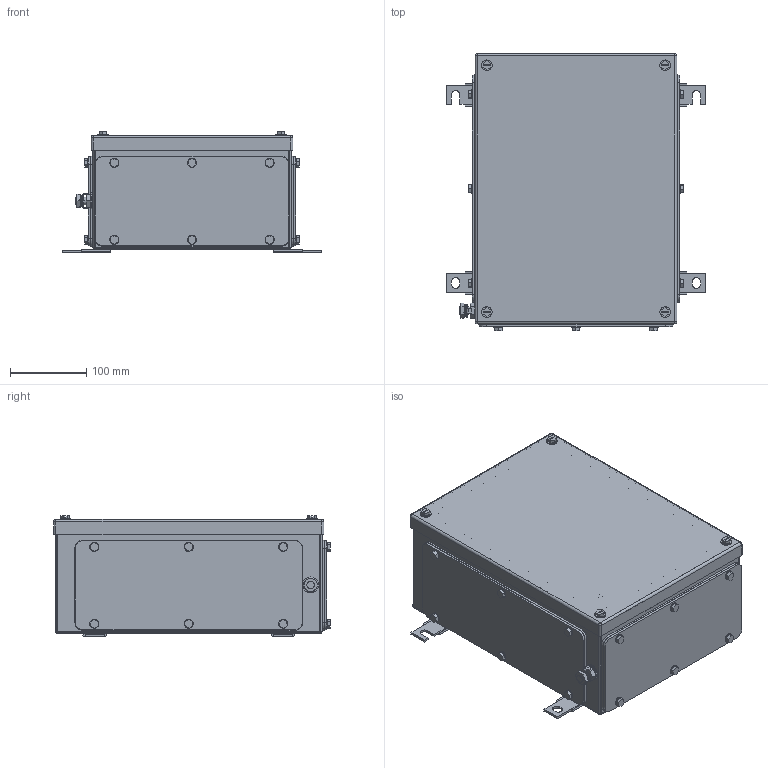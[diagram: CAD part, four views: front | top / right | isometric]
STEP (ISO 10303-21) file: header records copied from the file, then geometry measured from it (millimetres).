
FILE_DESCRIPTION(('CATIA V5 STEP Exchange','CAx-IF Rec.Pracs.--- Model Styling and Organization---1.4--- 2014-01-23'),'2;1');
FILE_NAME ('008632-4_3_1195930000_1195930000.stp','2019-09-25T05:43:11+00:00',('none'),('Weidmueller'),'CATIA Version 5-6 Release 2016 SP3 HF44','CATIA V5 STEP AP214','none');
FILE_SCHEMA(('AUTOMOTIVE_DESIGN { 1 0 10303 214 1 1 1 1 }'));
Length unit declared in the file: millimetre
Products named in the file (1): 1195930000
Bounding box: 341 x 363.5 x 158.5 mm (x, y, z)
Volume: 1019806.9 mm3; surface area: 1064771.5 mm2
Topology: 74 solids, 74 shells, 1508 faces, 3480 edges, 2186 vertices
Faces by surface type: cylinder 686, plane 604, cone 196, sphere 16, torus 6
Entity records: 40419 total; most frequent: CARTESIAN_POINT 8162, ORIENTED_EDGE 6824, DIRECTION 5423, EDGE_CURVE 3412, AXIS2_PLACEMENT_3D 2488, VERTEX_POINT 2186, VECTOR 1838, LINE 1838
